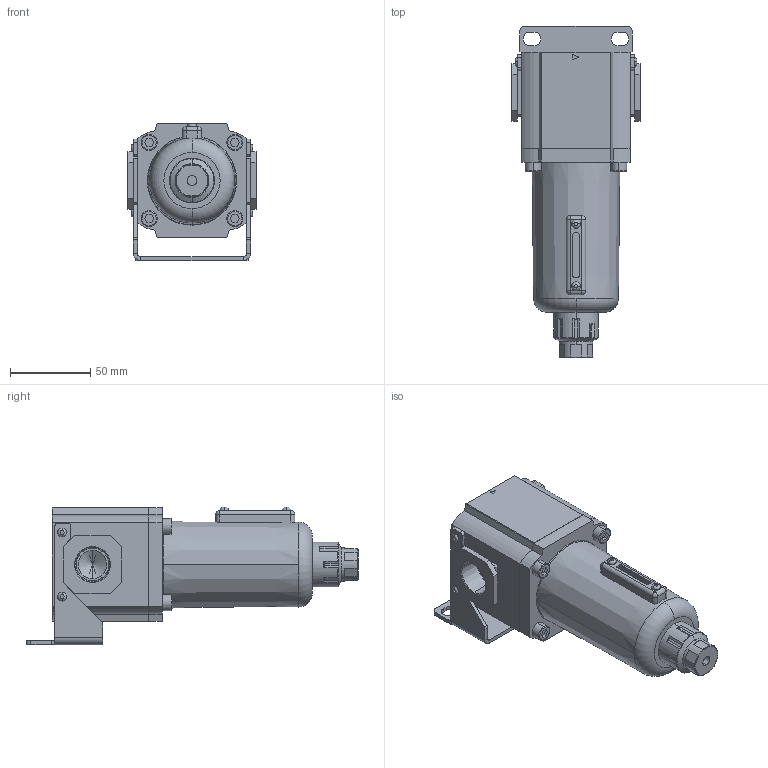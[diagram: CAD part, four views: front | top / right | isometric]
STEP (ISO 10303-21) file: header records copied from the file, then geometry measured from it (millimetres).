
FILE_DESCRIPTION (( 'STEP AP203' ), '1' );
FILE_NAME ('AF-443-AD.step', '2015-11-09T22:37:52', ( '' ), ( '' ), 'SwSTEP 2.0', 'SolidWorks 2015', '' );
FILE_SCHEMA (( 'CONFIG_CONTROL_DESIGN' ));
Length unit declared in the file: millimetre
Products named in the file (1): AF-443-AD
Bounding box: 80 x 207.13 x 85.7 mm (x, y, z)
Volume: 549368.8 mm3; surface area: 76745.8 mm2
Topology: 9 solids, 9 shells, 416 faces, 1054 edges, 666 vertices
Faces by surface type: plane 245, cylinder 98, torus 38, cone 27, sphere 8
Entity records: 12713 total; most frequent: CARTESIAN_POINT 2613, ORIENTED_EDGE 2084, DIRECTION 2080, EDGE_CURVE 1042, AXIS2_PLACEMENT_3D 727, VERTEX_POINT 666, LINE 626, VECTOR 626
